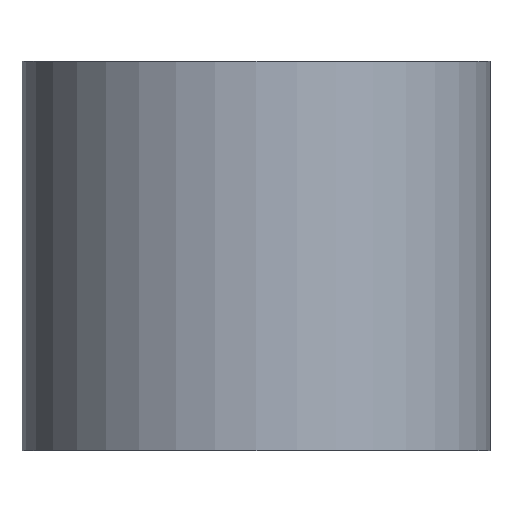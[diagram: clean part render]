
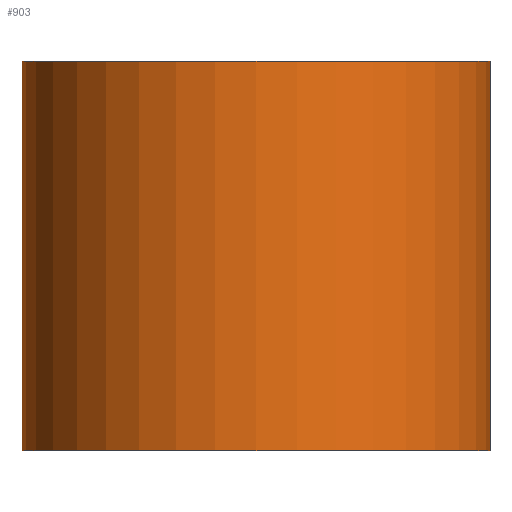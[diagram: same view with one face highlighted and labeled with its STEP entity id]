
A CAD part, front view. The second image highlights one B-rep face of the part: STEP entity #903.
In plain terms, the highlighted cylindrical face has radius 600 mm (diameter 1200 mm), a full revolution.
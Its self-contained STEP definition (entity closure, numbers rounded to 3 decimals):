
#41 = AXIS2_PLACEMENT_3D ( 'NONE', #601, #1382, #823 ) ;
#112 = CARTESIAN_POINT ( 'NONE',  ( 600., 0., 0. ) ) ;
#201 = EDGE_CURVE ( 'NONE', #891, #891, #1356, .T. ) ;
#415 = VERTEX_POINT ( 'NONE', #112 ) ;
#601 = CARTESIAN_POINT ( 'NONE',  ( 0., 0., 0. ) ) ;
#628 = AXIS2_PLACEMENT_3D ( 'NONE', #1201, #956, #1431 ) ;
#653 = FACE_OUTER_BOUND ( 'NONE', #1035, .T. ) ;
#784 = DIRECTION ( 'NONE',  ( 1., 0., 0. ) ) ;
#796 = EDGE_LOOP ( 'NONE', ( #1430 ) ) ;
#823 = DIRECTION ( 'NONE',  ( 1., 0., 0. ) ) ;
#845 = ORIENTED_EDGE ( 'NONE', *, *, #1193, .T. ) ;
#891 = VERTEX_POINT ( 'NONE', #1176 ) ;
#903 = ADVANCED_FACE ( 'NONE', ( #653, #1143 ), #908, .T. ) ;
#908 = CYLINDRICAL_SURFACE ( 'NONE', #1169, 600. ) ;
#956 = DIRECTION ( 'NONE',  ( 0., 0., 1. ) ) ;
#1026 = CIRCLE ( 'NONE', #41, 600. ) ;
#1035 = EDGE_LOOP ( 'NONE', ( #845 ) ) ;
#1143 = FACE_OUTER_BOUND ( 'NONE', #796, .T. ) ;
#1169 = AXIS2_PLACEMENT_3D ( 'NONE', #1333, #1231, #784 ) ;
#1176 = CARTESIAN_POINT ( 'NONE',  ( 600., 0., 1000. ) ) ;
#1193 = EDGE_CURVE ( 'NONE', #415, #415, #1026, .T. ) ;
#1201 = CARTESIAN_POINT ( 'NONE',  ( 0., 0., 1000. ) ) ;
#1231 = DIRECTION ( 'NONE',  ( 0., 0., 1. ) ) ;
#1333 = CARTESIAN_POINT ( 'NONE',  ( 0., 0., 0. ) ) ;
#1356 = CIRCLE ( 'NONE', #628, 600. ) ;
#1382 = DIRECTION ( 'NONE',  ( 0., 0., 1. ) ) ;
#1430 = ORIENTED_EDGE ( 'NONE', *, *, #201, .F. ) ;
#1431 = DIRECTION ( 'NONE',  ( 1., 0., 0. ) ) ;
